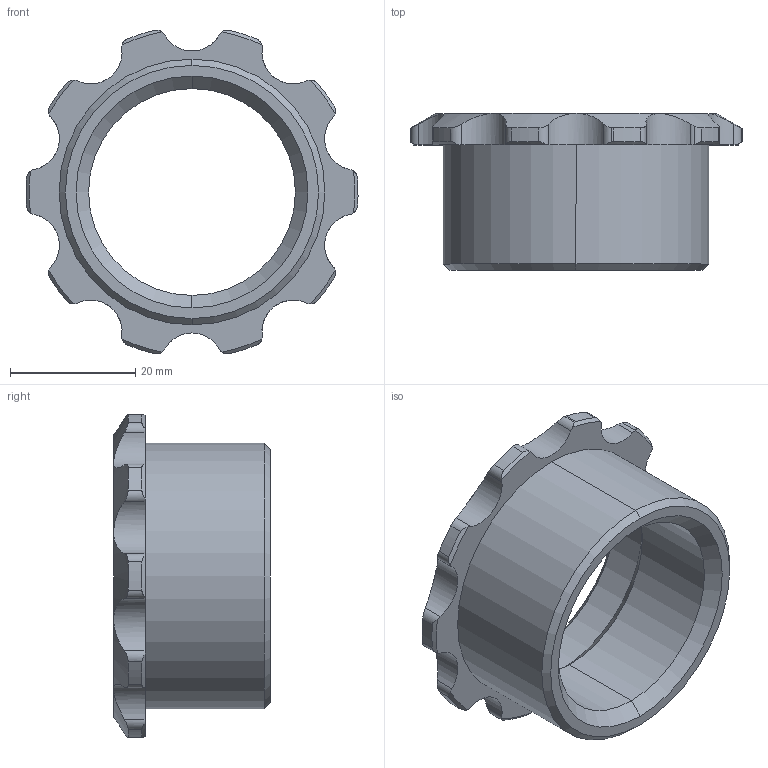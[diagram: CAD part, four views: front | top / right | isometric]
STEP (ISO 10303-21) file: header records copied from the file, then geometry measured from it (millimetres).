
FILE_DESCRIPTION (( 'STEP AP214' ), '1' );
FILE_NAME ('Alligt Radmutter.STEP', '2020-09-02T14:02:05', ( 'Thomas Viebach' ), ( '' ), 'SwSTEP 2.0', 'SolidWorks 2018', '' );
FILE_SCHEMA (( 'AUTOMOTIVE_DESIGN' ));
Length unit declared in the file: millimetre
Products named in the file (1): Alligt Radmutter
Bounding box: 52.98 x 25 x 51.69 mm (x, y, z)
Volume: 14022.6 mm3; surface area: 7832 mm2
Topology: 1 solids, 1 shells, 84 faces, 222 edges, 141 vertices
Faces by surface type: cylinder 53, cone 28, plane 3
Entity records: 3207 total; most frequent: CARTESIAN_POINT 1126, ORIENTED_EDGE 444, DIRECTION 413, EDGE_CURVE 222, AXIS2_PLACEMENT_3D 176, VERTEX_POINT 141, CIRCLE 91, EDGE_LOOP 87
